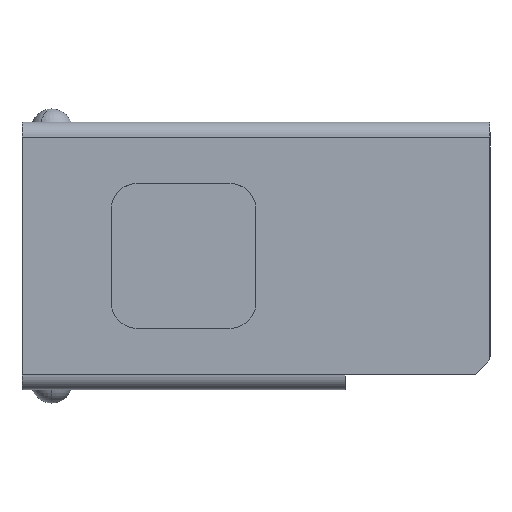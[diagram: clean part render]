
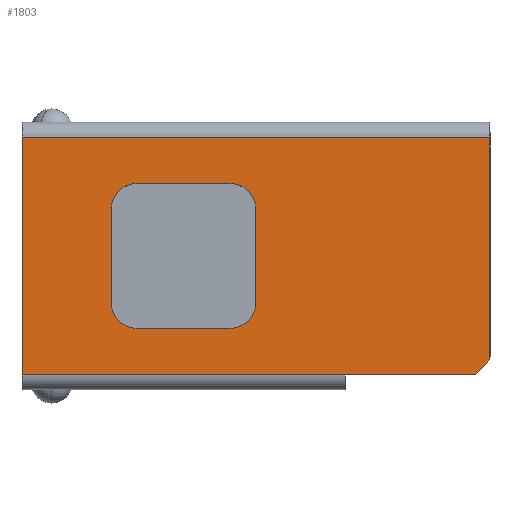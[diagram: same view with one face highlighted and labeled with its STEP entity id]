
A CAD part, top view. The second image highlights one B-rep face of the part: STEP entity #1803.
In plain terms, the highlighted face is planar.
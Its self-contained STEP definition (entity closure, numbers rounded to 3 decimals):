
#94 = DIRECTION ( 'NONE',  ( 0., -1., 0. ) ) ;
#112 = CARTESIAN_POINT ( 'NONE',  ( 34., 19.5, -1. ) ) ;
#127 = VECTOR ( 'NONE', #1418, 1000. ) ;
#137 = CARTESIAN_POINT ( 'NONE',  ( 34., 63., -1. ) ) ;
#163 = DIRECTION ( 'NONE',  ( -1., 0., 0. ) ) ;
#267 = VECTOR ( 'NONE', #2949, 1000. ) ;
#300 = DIRECTION ( 'NONE',  ( -1., 0., 0. ) ) ;
#320 = ORIENTED_EDGE ( 'NONE', *, *, #4134, .F. ) ;
#346 = ORIENTED_EDGE ( 'NONE', *, *, #1880, .F. ) ;
#356 = CARTESIAN_POINT ( 'NONE',  ( 2., 0., -1. ) ) ;
#383 = VERTEX_POINT ( 'NONE', #2129 ) ;
#404 = EDGE_CURVE ( 'NONE', #2897, #383, #754, .T. ) ;
#480 = VECTOR ( 'NONE', #1701, 1000. ) ;
#517 = EDGE_CURVE ( 'NONE', #847, #2897, #3238, .T. ) ;
#539 = AXIS2_PLACEMENT_3D ( 'NONE', #916, #1627, #3961 ) ;
#542 = AXIS2_PLACEMENT_3D ( 'NONE', #2890, #3939, #2955 ) ;
#546 = VECTOR ( 'NONE', #300, 1000. ) ;
#594 = PLANE ( 'NONE',  #2053 ) ;
#615 = AXIS2_PLACEMENT_3D ( 'NONE', #2430, #4143, #821 ) ;
#638 = DIRECTION ( 'NONE',  ( -1., 0., 0. ) ) ;
#643 = DIRECTION ( 'NONE',  ( -0.707, -0.707, 0. ) ) ;
#697 = VERTEX_POINT ( 'NONE', #1491 ) ;
#750 = AXIS2_PLACEMENT_3D ( 'NONE', #2189, #1155, #1792 ) ;
#754 = LINE ( 'NONE', #3874, #2644 ) ;
#759 = VECTOR ( 'NONE', #2250, 1000. ) ;
#774 = VERTEX_POINT ( 'NONE', #2466 ) ;
#821 = DIRECTION ( 'NONE',  ( 1., 0., 0. ) ) ;
#830 = CIRCLE ( 'NONE', #615, 3.5 ) ;
#847 = VERTEX_POINT ( 'NONE', #2614 ) ;
#853 = LINE ( 'NONE', #3207, #3103 ) ;
#916 = CARTESIAN_POINT ( 'NONE',  ( 11.75, 47.5, -1. ) ) ;
#1038 = VERTEX_POINT ( 'NONE', #4066 ) ;
#1058 = EDGE_CURVE ( 'NONE', #1038, #3364, #2677, .T. ) ;
#1093 = CARTESIAN_POINT ( 'NONE',  ( 27.75, 35., -1. ) ) ;
#1147 = VERTEX_POINT ( 'NONE', #3078 ) ;
#1155 = DIRECTION ( 'NONE',  ( 0., 0., -1. ) ) ;
#1342 = ORIENTED_EDGE ( 'NONE', *, *, #3801, .F. ) ;
#1418 = DIRECTION ( 'NONE',  ( 0., 1., 0. ) ) ;
#1425 = EDGE_LOOP ( 'NONE', ( #346, #4017, #1342, #1771, #4328, #3559 ) ) ;
#1490 = LINE ( 'NONE', #2510, #267 ) ;
#1491 = CARTESIAN_POINT ( 'NONE',  ( 2., 63., -1. ) ) ;
#1604 = CARTESIAN_POINT ( 'NONE',  ( 27.75, 47.5, -1. ) ) ;
#1627 = DIRECTION ( 'NONE',  ( 0., 0., -1. ) ) ;
#1664 = EDGE_LOOP ( 'NONE', ( #3432, #2774, #3447, #4009, #320, #3683, #3543, #4371 ) ) ;
#1676 = CIRCLE ( 'NONE', #542, 3.5 ) ;
#1701 = DIRECTION ( 'NONE',  ( 0., 1., 0. ) ) ;
#1757 = CIRCLE ( 'NONE', #750, 3.5 ) ;
#1770 = LINE ( 'NONE', #3361, #3380 ) ;
#1771 = ORIENTED_EDGE ( 'NONE', *, *, #2239, .T. ) ;
#1792 = DIRECTION ( 'NONE',  ( 1., 0., 0. ) ) ;
#1803 = ADVANCED_FACE ( 'NONE', ( #2630, #3679 ), #594, .T. ) ;
#1855 = CARTESIAN_POINT ( 'NONE',  ( 27.75, 47.5, -1. ) ) ;
#1880 = EDGE_CURVE ( 'NONE', #3157, #2721, #2694, .T. ) ;
#1952 = CARTESIAN_POINT ( 'NONE',  ( 0., 0., -1. ) ) ;
#2053 = AXIS2_PLACEMENT_3D ( 'NONE', #1952, #4293, #638 ) ;
#2062 = LINE ( 'NONE', #356, #480 ) ;
#2129 = CARTESIAN_POINT ( 'NONE',  ( 24.25, 51., -1. ) ) ;
#2188 = DIRECTION ( 'NONE',  ( 1., 0., 0. ) ) ;
#2189 = CARTESIAN_POINT ( 'NONE',  ( 11.75, 35., -1. ) ) ;
#2239 = EDGE_CURVE ( 'NONE', #774, #697, #2062, .T. ) ;
#2250 = DIRECTION ( 'NONE',  ( 0., -1., 0. ) ) ;
#2376 = VERTEX_POINT ( 'NONE', #1093 ) ;
#2430 = CARTESIAN_POINT ( 'NONE',  ( 24.25, 47.5, -1. ) ) ;
#2446 = EDGE_CURVE ( 'NONE', #1147, #697, #853, .T. ) ;
#2465 = CARTESIAN_POINT ( 'NONE',  ( 34., 2., -1. ) ) ;
#2466 = CARTESIAN_POINT ( 'NONE',  ( 2., 0., -1. ) ) ;
#2510 = CARTESIAN_POINT ( 'NONE',  ( 8.25, 47.5, -1. ) ) ;
#2576 = LINE ( 'NONE', #1604, #759 ) ;
#2614 = CARTESIAN_POINT ( 'NONE',  ( 8.25, 47.5, -1. ) ) ;
#2630 = FACE_BOUND ( 'NONE', #1664, .T. ) ;
#2644 = VECTOR ( 'NONE', #2188, 1000. ) ;
#2677 = LINE ( 'NONE', #3350, #546 ) ;
#2693 = VERTEX_POINT ( 'NONE', #1855 ) ;
#2694 = LINE ( 'NONE', #3126, #127 ) ;
#2703 = VERTEX_POINT ( 'NONE', #4212 ) ;
#2709 = DIRECTION ( 'NONE',  ( 1., 0., 0. ) ) ;
#2721 = VERTEX_POINT ( 'NONE', #112 ) ;
#2723 = CARTESIAN_POINT ( 'NONE',  ( 11.75, 51., -1. ) ) ;
#2768 = EDGE_CURVE ( 'NONE', #383, #2693, #830, .T. ) ;
#2774 = ORIENTED_EDGE ( 'NONE', *, *, #3182, .F. ) ;
#2810 = VECTOR ( 'NONE', #94, 1000. ) ;
#2875 = EDGE_CURVE ( 'NONE', #2693, #2376, #2576, .T. ) ;
#2890 = CARTESIAN_POINT ( 'NONE',  ( 24.25, 35., -1. ) ) ;
#2897 = VERTEX_POINT ( 'NONE', #2723 ) ;
#2949 = DIRECTION ( 'NONE',  ( 0., 1., 0. ) ) ;
#2955 = DIRECTION ( 'NONE',  ( 1., 0., 0. ) ) ;
#2988 = EDGE_CURVE ( 'NONE', #3157, #3049, #3705, .T. ) ;
#3049 = VERTEX_POINT ( 'NONE', #3154 ) ;
#3078 = CARTESIAN_POINT ( 'NONE',  ( 34., 63., -1. ) ) ;
#3103 = VECTOR ( 'NONE', #163, 1000. ) ;
#3126 = CARTESIAN_POINT ( 'NONE',  ( 34., 0., -1. ) ) ;
#3154 = CARTESIAN_POINT ( 'NONE',  ( 32., 0., -1. ) ) ;
#3157 = VERTEX_POINT ( 'NONE', #2465 ) ;
#3179 = VECTOR ( 'NONE', #643, 1000. ) ;
#3182 = EDGE_CURVE ( 'NONE', #2703, #847, #1490, .T. ) ;
#3207 = CARTESIAN_POINT ( 'NONE',  ( 0., 63., -1. ) ) ;
#3238 = CIRCLE ( 'NONE', #539, 3.5 ) ;
#3350 = CARTESIAN_POINT ( 'NONE',  ( 24.25, 31.5, -1. ) ) ;
#3361 = CARTESIAN_POINT ( 'NONE',  ( 0., 0., -1. ) ) ;
#3364 = VERTEX_POINT ( 'NONE', #4084 ) ;
#3380 = VECTOR ( 'NONE', #2709, 1000. ) ;
#3432 = ORIENTED_EDGE ( 'NONE', *, *, #517, .F. ) ;
#3447 = ORIENTED_EDGE ( 'NONE', *, *, #3916, .F. ) ;
#3543 = ORIENTED_EDGE ( 'NONE', *, *, #2768, .F. ) ;
#3559 = ORIENTED_EDGE ( 'NONE', *, *, #3917, .T. ) ;
#3679 = FACE_OUTER_BOUND ( 'NONE', #1425, .T. ) ;
#3683 = ORIENTED_EDGE ( 'NONE', *, *, #2875, .F. ) ;
#3705 = LINE ( 'NONE', #4048, #3179 ) ;
#3801 = EDGE_CURVE ( 'NONE', #774, #3049, #1770, .T. ) ;
#3850 = LINE ( 'NONE', #137, #2810 ) ;
#3874 = CARTESIAN_POINT ( 'NONE',  ( 24.25, 51., -1. ) ) ;
#3916 = EDGE_CURVE ( 'NONE', #3364, #2703, #1757, .T. ) ;
#3917 = EDGE_CURVE ( 'NONE', #1147, #2721, #3850, .T. ) ;
#3939 = DIRECTION ( 'NONE',  ( 0., 0., -1. ) ) ;
#3961 = DIRECTION ( 'NONE',  ( 1., 0., 0. ) ) ;
#4009 = ORIENTED_EDGE ( 'NONE', *, *, #1058, .F. ) ;
#4017 = ORIENTED_EDGE ( 'NONE', *, *, #2988, .T. ) ;
#4048 = CARTESIAN_POINT ( 'NONE',  ( 16., -16., -1. ) ) ;
#4066 = CARTESIAN_POINT ( 'NONE',  ( 24.25, 31.5, -1. ) ) ;
#4084 = CARTESIAN_POINT ( 'NONE',  ( 11.75, 31.5, -1. ) ) ;
#4134 = EDGE_CURVE ( 'NONE', #2376, #1038, #1676, .T. ) ;
#4143 = DIRECTION ( 'NONE',  ( 0., 0., -1. ) ) ;
#4212 = CARTESIAN_POINT ( 'NONE',  ( 8.25, 35., -1. ) ) ;
#4293 = DIRECTION ( 'NONE',  ( 0., 0., -1. ) ) ;
#4328 = ORIENTED_EDGE ( 'NONE', *, *, #2446, .F. ) ;
#4371 = ORIENTED_EDGE ( 'NONE', *, *, #404, .F. ) ;
